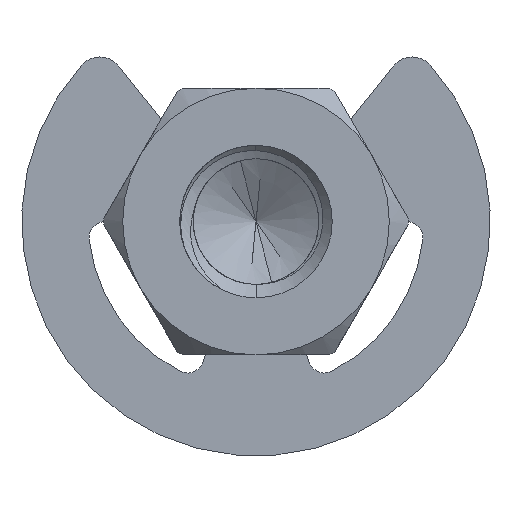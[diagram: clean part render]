
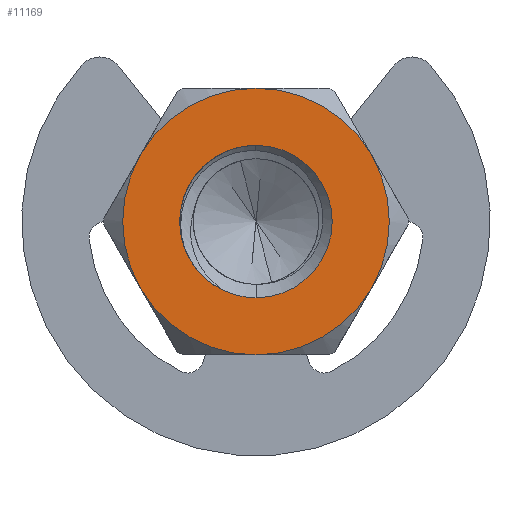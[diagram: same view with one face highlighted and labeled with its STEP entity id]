
A CAD part, front view. The second image highlights one B-rep face of the part: STEP entity #11169.
In plain terms, the highlighted planar face has unit normal (0, -1, 0).
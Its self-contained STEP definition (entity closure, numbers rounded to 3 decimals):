
#269 = ORIENTED_EDGE ( 'NONE', *, *, #7820, .F. ) ;
#285 = CARTESIAN_POINT ( 'NONE',  ( 0., 0., -2. ) ) ;
#366 = CIRCLE ( 'NONE', #2508, 3.5 ) ;
#461 = CIRCLE ( 'NONE', #5339, 3.5 ) ;
#741 = EDGE_CURVE ( 'NONE', #12511, #9018, #13447, .T. ) ;
#907 = DIRECTION ( 'NONE',  ( 0., 0., 1. ) ) ;
#962 = CARTESIAN_POINT ( 'NONE',  ( 0., 0., 0. ) ) ;
#1169 = CARTESIAN_POINT ( 'NONE',  ( -3.031, 0., -1.75 ) ) ;
#1347 = AXIS2_PLACEMENT_3D ( 'NONE', #7641, #12948, #11901 ) ;
#1575 = CARTESIAN_POINT ( 'NONE',  ( 0., 0., 0. ) ) ;
#1635 = VERTEX_POINT ( 'NONE', #3283 ) ;
#1862 = DIRECTION ( 'NONE',  ( 0., 0., 1. ) ) ;
#1974 = DIRECTION ( 'NONE',  ( 0., 1., 0. ) ) ;
#1987 = AXIS2_PLACEMENT_3D ( 'NONE', #6455, #9595, #5346 ) ;
#2173 = AXIS2_PLACEMENT_3D ( 'NONE', #1575, #9871, #3626 ) ;
#2418 = AXIS2_PLACEMENT_3D ( 'NONE', #9177, #2914, #907 ) ;
#2490 = DIRECTION ( 'NONE',  ( 0., 0., 1. ) ) ;
#2508 = AXIS2_PLACEMENT_3D ( 'NONE', #12896, #7799, #11140 ) ;
#2914 = DIRECTION ( 'NONE',  ( 0., 1., 0. ) ) ;
#3023 = CARTESIAN_POINT ( 'NONE',  ( 3.031, 0., 1.75 ) ) ;
#3032 = EDGE_CURVE ( 'NONE', #1635, #3317, #8897, .T. ) ;
#3242 = DIRECTION ( 'NONE',  ( 0., 0., 1. ) ) ;
#3283 = CARTESIAN_POINT ( 'NONE',  ( 0., 0., -3.5 ) ) ;
#3317 = VERTEX_POINT ( 'NONE', #1169 ) ;
#3626 = DIRECTION ( 'NONE',  ( 0., 0., 1. ) ) ;
#3814 = CARTESIAN_POINT ( 'NONE',  ( 0., 0., 2. ) ) ;
#4031 = PLANE ( 'NONE',  #9713 ) ;
#4926 = VERTEX_POINT ( 'NONE', #3814 ) ;
#4967 = VERTEX_POINT ( 'NONE', #12354 ) ;
#5277 = CIRCLE ( 'NONE', #2418, 3.5 ) ;
#5332 = VERTEX_POINT ( 'NONE', #12857 ) ;
#5339 = AXIS2_PLACEMENT_3D ( 'NONE', #7015, #7831, #11040 ) ;
#5346 = DIRECTION ( 'NONE',  ( 0., 0., 1. ) ) ;
#5704 = ORIENTED_EDGE ( 'NONE', *, *, #6660, .F. ) ;
#5827 = EDGE_CURVE ( 'NONE', #4926, #12511, #12257, .T. ) ;
#5831 = ORIENTED_EDGE ( 'NONE', *, *, #12977, .F. ) ;
#5895 = EDGE_CURVE ( 'NONE', #3317, #11635, #5277, .T. ) ;
#6000 = EDGE_CURVE ( 'NONE', #9018, #4967, #13244, .T. ) ;
#6360 = ORIENTED_EDGE ( 'NONE', *, *, #5895, .F. ) ;
#6455 = CARTESIAN_POINT ( 'NONE',  ( 0., 0., 0. ) ) ;
#6660 = EDGE_CURVE ( 'NONE', #6976, #8393, #366, .T. ) ;
#6976 = VERTEX_POINT ( 'NONE', #3023 ) ;
#7015 = CARTESIAN_POINT ( 'NONE',  ( 0., 0., 0. ) ) ;
#7027 = EDGE_LOOP ( 'NONE', ( #269, #11261, #6360, #11362, #5831, #5704 ) ) ;
#7316 = EDGE_CURVE ( 'NONE', #4967, #4926, #12741, .T. ) ;
#7427 = AXIS2_PLACEMENT_3D ( 'NONE', #9633, #8431, #3242 ) ;
#7488 = FACE_BOUND ( 'NONE', #10085, .T. ) ;
#7641 = CARTESIAN_POINT ( 'NONE',  ( 0., 0., 0. ) ) ;
#7799 = DIRECTION ( 'NONE',  ( 0., 1., 0. ) ) ;
#7820 = EDGE_CURVE ( 'NONE', #5332, #6976, #12063, .T. ) ;
#7831 = DIRECTION ( 'NONE',  ( 0., 1., 0. ) ) ;
#7893 = AXIS2_PLACEMENT_3D ( 'NONE', #8143, #12229, #1862 ) ;
#8143 = CARTESIAN_POINT ( 'NONE',  ( 0., 0., 0. ) ) ;
#8209 = CARTESIAN_POINT ( 'NONE',  ( 0., 0., 0. ) ) ;
#8263 = DIRECTION ( 'NONE',  ( 0., 0., 1. ) ) ;
#8393 = VERTEX_POINT ( 'NONE', #12738 ) ;
#8431 = DIRECTION ( 'NONE',  ( 0., 1., 0. ) ) ;
#8897 = CIRCLE ( 'NONE', #7893, 3.5 ) ;
#9018 = VERTEX_POINT ( 'NONE', #9473 ) ;
#9106 = FACE_OUTER_BOUND ( 'NONE', #7027, .T. ) ;
#9177 = CARTESIAN_POINT ( 'NONE',  ( 0., 0., 0. ) ) ;
#9473 = CARTESIAN_POINT ( 'NONE',  ( -0.833, 0., -1.818 ) ) ;
#9595 = DIRECTION ( 'NONE',  ( 0., 1., 0. ) ) ;
#9633 = CARTESIAN_POINT ( 'NONE',  ( 0., 0., 0. ) ) ;
#9705 = ORIENTED_EDGE ( 'NONE', *, *, #6000, .T. ) ;
#9713 = AXIS2_PLACEMENT_3D ( 'NONE', #962, #13347, #8263 ) ;
#9801 = ORIENTED_EDGE ( 'NONE', *, *, #5827, .T. ) ;
#9871 = DIRECTION ( 'NONE',  ( 0., 1., 0. ) ) ;
#10085 = EDGE_LOOP ( 'NONE', ( #9705, #12054, #9801, #13392 ) ) ;
#10514 = EDGE_CURVE ( 'NONE', #11635, #5332, #461, .T. ) ;
#10576 = AXIS2_PLACEMENT_3D ( 'NONE', #11948, #11853, #2490 ) ;
#11040 = DIRECTION ( 'NONE',  ( 0., 0., 1. ) ) ;
#11140 = DIRECTION ( 'NONE',  ( 0., 0., 1. ) ) ;
#11169 = ADVANCED_FACE ( 'NONE', ( #7488, #9106 ), #4031, .F. ) ;
#11260 = CIRCLE ( 'NONE', #1347, 3.5 ) ;
#11261 = ORIENTED_EDGE ( 'NONE', *, *, #10514, .F. ) ;
#11362 = ORIENTED_EDGE ( 'NONE', *, *, #3032, .F. ) ;
#11635 = VERTEX_POINT ( 'NONE', #11890 ) ;
#11853 = DIRECTION ( 'NONE',  ( 0., 1., 0. ) ) ;
#11890 = CARTESIAN_POINT ( 'NONE',  ( -3.031, 0., 1.75 ) ) ;
#11901 = DIRECTION ( 'NONE',  ( 0., 0., 1. ) ) ;
#11948 = CARTESIAN_POINT ( 'NONE',  ( 0., 0., 0. ) ) ;
#12054 = ORIENTED_EDGE ( 'NONE', *, *, #7316, .T. ) ;
#12063 = CIRCLE ( 'NONE', #7427, 3.5 ) ;
#12229 = DIRECTION ( 'NONE',  ( 0., 1., 0. ) ) ;
#12244 = DIRECTION ( 'NONE',  ( 0., 0., 1. ) ) ;
#12257 = CIRCLE ( 'NONE', #12963, 2. ) ;
#12354 = CARTESIAN_POINT ( 'NONE',  ( -1.863, 0., -0.728 ) ) ;
#12511 = VERTEX_POINT ( 'NONE', #285 ) ;
#12738 = CARTESIAN_POINT ( 'NONE',  ( 3.031, 0., -1.75 ) ) ;
#12741 = CIRCLE ( 'NONE', #2173, 2. ) ;
#12857 = CARTESIAN_POINT ( 'NONE',  ( 0., 0., 3.5 ) ) ;
#12896 = CARTESIAN_POINT ( 'NONE',  ( 0., 0., 0. ) ) ;
#12948 = DIRECTION ( 'NONE',  ( 0., 1., 0. ) ) ;
#12963 = AXIS2_PLACEMENT_3D ( 'NONE', #8209, #1974, #12244 ) ;
#12977 = EDGE_CURVE ( 'NONE', #8393, #1635, #11260, .T. ) ;
#13244 = CIRCLE ( 'NONE', #1987, 2. ) ;
#13347 = DIRECTION ( 'NONE',  ( 0., 1., 0. ) ) ;
#13392 = ORIENTED_EDGE ( 'NONE', *, *, #741, .T. ) ;
#13447 = CIRCLE ( 'NONE', #10576, 2. ) ;
